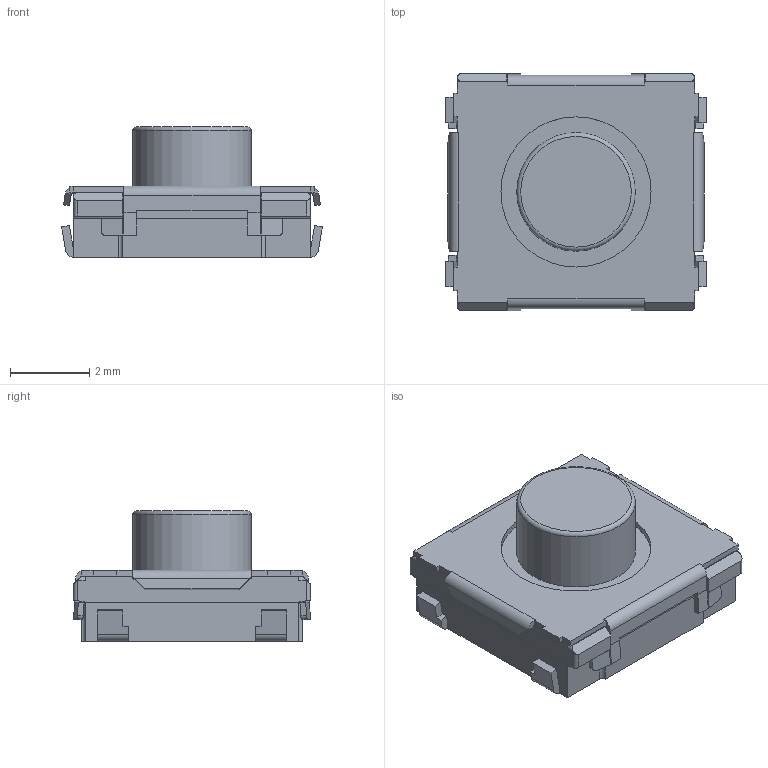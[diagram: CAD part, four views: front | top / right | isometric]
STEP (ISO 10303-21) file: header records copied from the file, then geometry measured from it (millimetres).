
FILE_DESCRIPTION(/* description */ (''),/* implementation_level */ '2;1');
FILE_NAME(/* name */ '1.stp',/* time_stamp */ '2019-09-13T19:28:55+02:00',/* author */ ('k'),/* organization */ (''),/* preprocessor_version */ 'ST-DEVELOPER v15.6',/* originating_system */ 'Autodesk Inventor 2015',/* authorisation */ '');
FILE_SCHEMA (('AUTOMOTIVE_DESIGN { 1 0 10303 214 3 1 1 }'));
Length unit declared in the file: millimetre
Products named in the file (7): 1; 2; 3; 4; 5; 6
Bounding box: 6.6 x 6 x 3.3 mm (x, y, z)
Volume: 72.4 mm3; surface area: 302.4 mm2
Topology: 12 solids, 12 shells, 314 faces, 799 edges, 520 vertices
Faces by surface type: plane 259, cylinder 53, torus 1, cone 1
Full cylindrical faces by diameter (mm): 0.9 x1, 3 x1, 3.8 x3
Entity records: 9462 total; most frequent: CARTESIAN_POINT 1641, ORIENTED_EDGE 1574, DIRECTION 1567, EDGE_CURVE 787, LINE 653, VECTOR 653, VERTEX_POINT 515, AXIS2_PLACEMENT_3D 457
